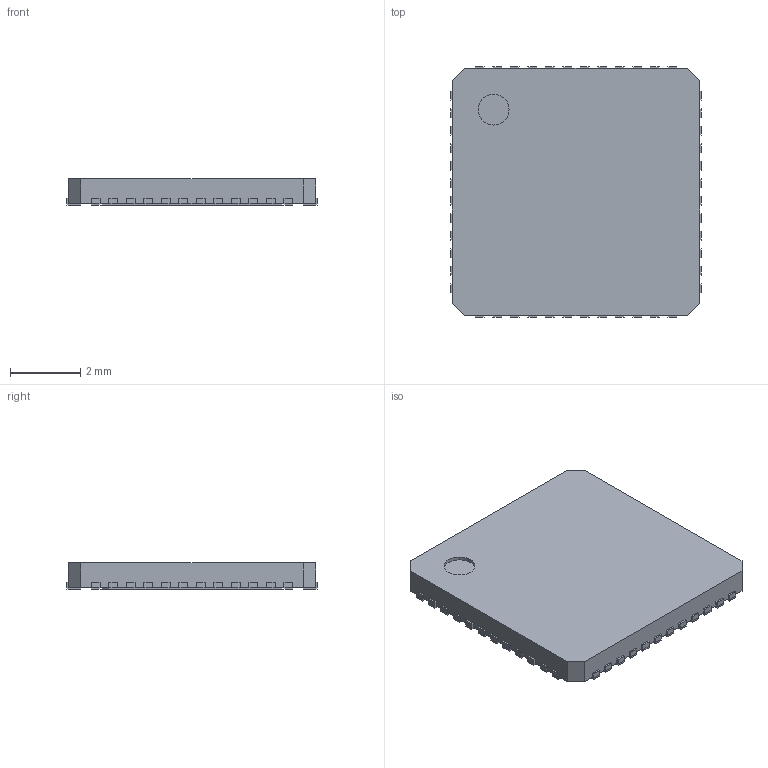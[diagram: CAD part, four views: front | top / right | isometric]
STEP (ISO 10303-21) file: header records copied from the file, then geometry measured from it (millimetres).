
FILE_DESCRIPTION(('Open CASCADE Model'),'2;1');
FILE_NAME('Open CASCADE Shape Model','2018-10-01T12:34:21',('Author'),( 'Open CASCADE'),'Open CASCADE STEP processor 6.8','Open CASCADE 6.8' ,'Unknown');
FILE_SCHEMA(('AUTOMOTIVE_DESIGN { 1 0 10303 214 1 1 1 1 }'));
Length unit declared in the file: millimetre
Products named in the file (9): PCB; Designator1; 7787388864; Open_CASCADE_STEP_translator_6.8_1.1; Body; Open_CASCADE_STEP_translator_6.8_1.2.1; Thermal_Shape; Pin_Shape; Open_CASCADE_STEP_translator_6.8_1.4.1
Assembly tree (54 placements, depth 4):
  PCB
  Designator1
    7787388864
      Open_CASCADE_STEP_translator_6.8_1.1
      Body
        Open_CASCADE_STEP_translator_6.8_1.2.1
      Thermal_Shape
      Pin_Shape  x48
        Open_CASCADE_STEP_translator_6.8_1.4.1
Bounding box: 7.15 x 7.15 x 0.75 mm (x, y, z)
Volume: 36.2 mm3; surface area: 189.9 mm2
Topology: 50 solids, 51 shells, 692 faces, 1387 edges, 797 vertices
Faces by surface type: plane 691, cylinder 1
Full cylindrical faces by diameter (mm): 0.881 x1
Entity records: 1442 total; most frequent: DIRECTION 252, CARTESIAN_POINT 205, ORIENTED_EDGE 141, AXIS2_PLACEMENT_3D 92, EDGE_CURVE 71, LINE 68, VECTOR 68, PRODUCT_DEFINITION_SHAPE 63
